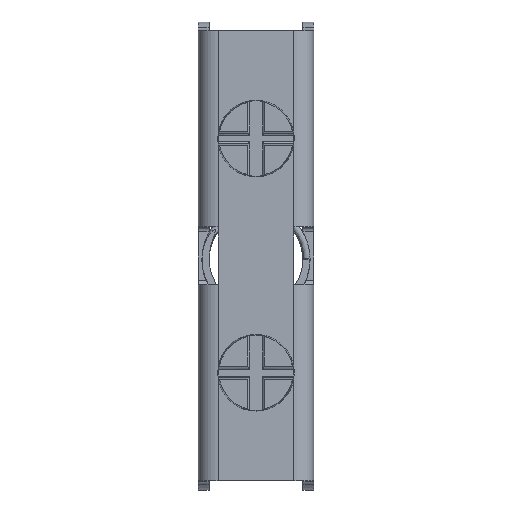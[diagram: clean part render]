
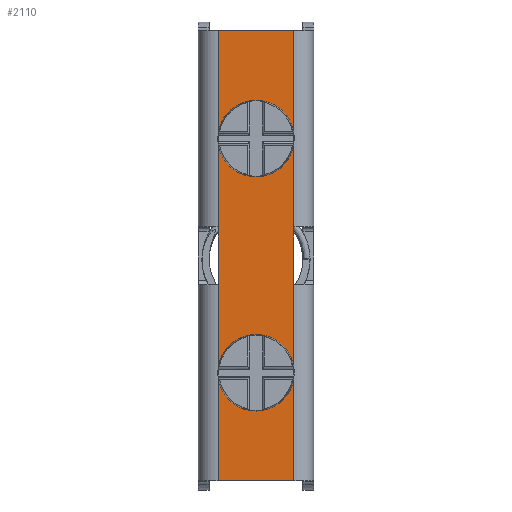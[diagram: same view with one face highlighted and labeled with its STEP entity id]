
A CAD part, top view. The second image highlights one B-rep face of the part: STEP entity #2110.
In plain terms, the highlighted planar face has unit normal (0, 0, 1).
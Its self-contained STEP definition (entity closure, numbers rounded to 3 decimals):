
#2031=AXIS2_PLACEMENT_3D('Plane Axis2P3D',#2028,#2029,#2030) ;
#2076=AXIS2_PLACEMENT_3D('Circle Axis2P3D',#2074,#2075,$) ;
#2085=AXIS2_PLACEMENT_3D('Circle Axis2P3D',#2083,#2084,$) ;
#2094=AXIS2_PLACEMENT_3D('Circle Axis2P3D',#2092,#2093,$) ;
#2103=AXIS2_PLACEMENT_3D('Circle Axis2P3D',#2101,#2102,$) ;
#333=CARTESIAN_POINT('Vertex',(2.2,51.,25.1)) ;
#336=CARTESIAN_POINT('Line Origine',(6.4,51.,25.1)) ;
#340=CARTESIAN_POINT('Vertex',(10.6,51.,25.1)) ;
#478=CARTESIAN_POINT('Vertex',(10.6,1.,25.1)) ;
#481=CARTESIAN_POINT('Line Origine',(6.4,1.,25.1)) ;
#485=CARTESIAN_POINT('Vertex',(2.2,1.,25.1)) ;
#2009=CARTESIAN_POINT('Line Origine',(10.6,26.,25.1)) ;
#2013=CARTESIAN_POINT('Vertex',(10.6,29.2,25.1)) ;
#2028=CARTESIAN_POINT('Axis2P3D Location',(6.4,1.,25.1)) ;
#2033=CARTESIAN_POINT('Line Origine',(10.6,11.9,25.1)) ;
#2037=CARTESIAN_POINT('Vertex',(10.6,22.8,25.1)) ;
#2040=CARTESIAN_POINT('Line Origine',(10.6,26.,25.1)) ;
#2045=CARTESIAN_POINT('Line Origine',(2.2,40.1,25.1)) ;
#2049=CARTESIAN_POINT('Vertex',(2.2,29.2,25.1)) ;
#2052=CARTESIAN_POINT('Line Origine',(2.2,26.,25.1)) ;
#2056=CARTESIAN_POINT('Vertex',(2.2,22.8,25.1)) ;
#2059=CARTESIAN_POINT('Line Origine',(2.2,11.9,25.1)) ;
#2074=CARTESIAN_POINT('Axis2P3D Location',(6.4,39.,25.1)) ;
#2078=CARTESIAN_POINT('Vertex',(8.5,39.,25.1)) ;
#2080=CARTESIAN_POINT('Vertex',(4.3,39.,25.1)) ;
#2083=CARTESIAN_POINT('Axis2P3D Location',(6.4,39.,25.1)) ;
#2092=CARTESIAN_POINT('Axis2P3D Location',(6.4,13.,25.1)) ;
#2096=CARTESIAN_POINT('Vertex',(8.5,13.,25.1)) ;
#2098=CARTESIAN_POINT('Vertex',(4.3,13.,25.1)) ;
#2101=CARTESIAN_POINT('Axis2P3D Location',(6.4,13.,25.1)) ;
#337=DIRECTION('Vector Direction',(-1.,0.,0.)) ;
#482=DIRECTION('Vector Direction',(-1.,0.,0.)) ;
#2010=DIRECTION('Vector Direction',(0.,-1.,0.)) ;
#2029=DIRECTION('Axis2P3D Direction',(0.,0.,1.)) ;
#2030=DIRECTION('Axis2P3D XDirection',(0.,1.,0.)) ;
#2034=DIRECTION('Vector Direction',(0.,-1.,0.)) ;
#2041=DIRECTION('Vector Direction',(0.,-1.,0.)) ;
#2046=DIRECTION('Vector Direction',(0.,-1.,0.)) ;
#2053=DIRECTION('Vector Direction',(0.,-1.,0.)) ;
#2060=DIRECTION('Vector Direction',(0.,-1.,0.)) ;
#2075=DIRECTION('Axis2P3D Direction',(0.,0.,1.)) ;
#2084=DIRECTION('Axis2P3D Direction',(0.,0.,1.)) ;
#2093=DIRECTION('Axis2P3D Direction',(0.,0.,1.)) ;
#2102=DIRECTION('Axis2P3D Direction',(0.,0.,1.)) ;
#338=VECTOR('Line Direction',#337,1.) ;
#483=VECTOR('Line Direction',#482,1.) ;
#2011=VECTOR('Line Direction',#2010,1.) ;
#2035=VECTOR('Line Direction',#2034,1.) ;
#2042=VECTOR('Line Direction',#2041,1.) ;
#2047=VECTOR('Line Direction',#2046,1.) ;
#2054=VECTOR('Line Direction',#2053,1.) ;
#2061=VECTOR('Line Direction',#2060,1.) ;
#2065=ORIENTED_EDGE('',*,*,#2039,.F.) ;
#2066=ORIENTED_EDGE('',*,*,#2044,.T.) ;
#2067=ORIENTED_EDGE('',*,*,#2015,.F.) ;
#2068=ORIENTED_EDGE('',*,*,#342,.T.) ;
#2069=ORIENTED_EDGE('',*,*,#2051,.T.) ;
#2070=ORIENTED_EDGE('',*,*,#2058,.F.) ;
#2071=ORIENTED_EDGE('',*,*,#2063,.T.) ;
#2072=ORIENTED_EDGE('',*,*,#487,.F.) ;
#2089=ORIENTED_EDGE('',*,*,#2082,.F.) ;
#2090=ORIENTED_EDGE('',*,*,#2087,.F.) ;
#2107=ORIENTED_EDGE('',*,*,#2100,.F.) ;
#2108=ORIENTED_EDGE('',*,*,#2105,.F.) ;
#2091=FACE_BOUND('',#2088,.T.) ;
#2109=FACE_BOUND('',#2106,.T.) ;
#2110=ADVANCED_FACE('K\X2\00F6\X0\rper.2 ( *SOL1 - wsp *MASTER -  -Non Smart-  )',(#2073,#2091,#2109),#2032,.T.) ;
#2077=CIRCLE('generated circle',#2076,2.1) ;
#2086=CIRCLE('generated circle',#2085,2.1) ;
#2095=CIRCLE('generated circle',#2094,2.1) ;
#2104=CIRCLE('generated circle',#2103,2.1) ;
#342=EDGE_CURVE('',#341,#334,#339,.T.) ;
#487=EDGE_CURVE('',#479,#486,#484,.T.) ;
#2015=EDGE_CURVE('',#341,#2014,#2012,.T.) ;
#2039=EDGE_CURVE('',#2038,#479,#2036,.T.) ;
#2044=EDGE_CURVE('',#2038,#2014,#2043,.F.) ;
#2051=EDGE_CURVE('',#334,#2050,#2048,.T.) ;
#2058=EDGE_CURVE('',#2057,#2050,#2055,.F.) ;
#2063=EDGE_CURVE('',#2057,#486,#2062,.T.) ;
#2082=EDGE_CURVE('',#2079,#2081,#2077,.T.) ;
#2087=EDGE_CURVE('',#2081,#2079,#2086,.T.) ;
#2100=EDGE_CURVE('',#2097,#2099,#2095,.T.) ;
#2105=EDGE_CURVE('',#2099,#2097,#2104,.T.) ;
#2064=EDGE_LOOP('',(#2065,#2066,#2067,#2068,#2069,#2070,#2071,#2072)) ;
#2088=EDGE_LOOP('',(#2089,#2090)) ;
#2106=EDGE_LOOP('',(#2107,#2108)) ;
#2073=FACE_OUTER_BOUND('',#2064,.T.) ;
#339=LINE('Line',#336,#338) ;
#484=LINE('Line',#481,#483) ;
#2012=LINE('Line',#2009,#2011) ;
#2036=LINE('Line',#2033,#2035) ;
#2043=LINE('Line',#2040,#2042) ;
#2048=LINE('Line',#2045,#2047) ;
#2055=LINE('Line',#2052,#2054) ;
#2062=LINE('Line',#2059,#2061) ;
#2032=PLANE('',#2031) ;
#334=VERTEX_POINT('',#333) ;
#341=VERTEX_POINT('',#340) ;
#479=VERTEX_POINT('',#478) ;
#486=VERTEX_POINT('',#485) ;
#2014=VERTEX_POINT('',#2013) ;
#2038=VERTEX_POINT('',#2037) ;
#2050=VERTEX_POINT('',#2049) ;
#2057=VERTEX_POINT('',#2056) ;
#2079=VERTEX_POINT('',#2078) ;
#2081=VERTEX_POINT('',#2080) ;
#2097=VERTEX_POINT('',#2096) ;
#2099=VERTEX_POINT('',#2098) ;
